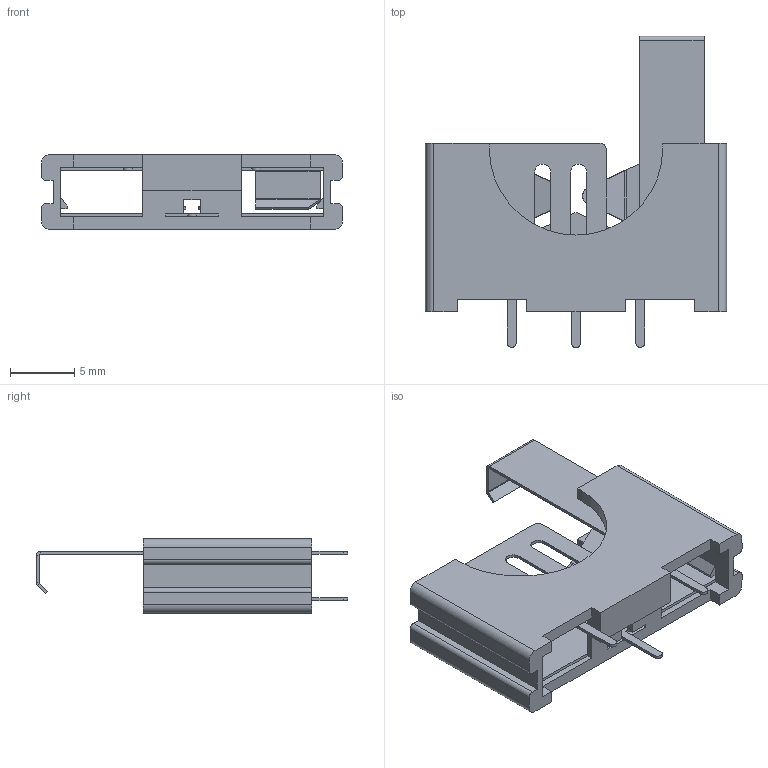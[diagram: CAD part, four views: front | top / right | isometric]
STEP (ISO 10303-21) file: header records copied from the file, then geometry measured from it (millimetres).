
FILE_DESCRIPTION (( 'STEP AP214' ), '1' );
FILE_NAME ('BK-5058.STEP', '2019-09-26T18:45:10', ( '' ), ( '' ), 'SwSTEP 2.0', 'SolidWorks 2017', '' );
FILE_SCHEMA (( 'AUTOMOTIVE_DESIGN' ));
Length unit declared in the file: millimetre
Products named in the file (1): BK-5058
Bounding box: 23.42 x 24.21 x 5.8 mm (x, y, z)
Volume: 641.2 mm3; surface area: 2356.8 mm2
Topology: 3 solids, 3 shells, 165 faces, 460 edges, 296 vertices
Faces by surface type: plane 121, cylinder 40, bspline 4
Entity records: 5306 total; most frequent: CARTESIAN_POINT 996, ORIENTED_EDGE 920, DIRECTION 838, EDGE_CURVE 460, LINE 370, VECTOR 370, VERTEX_POINT 296, AXIS2_PLACEMENT_3D 234
